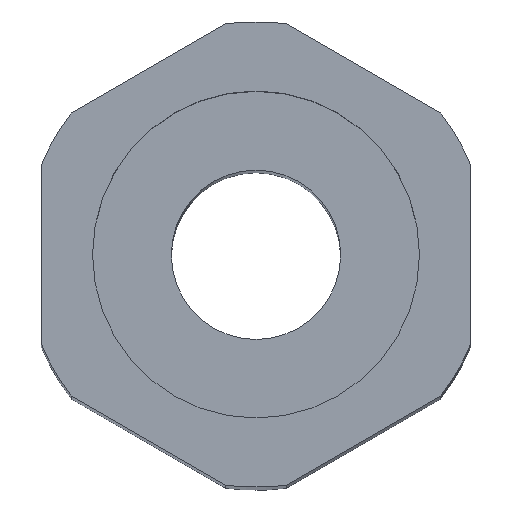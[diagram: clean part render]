
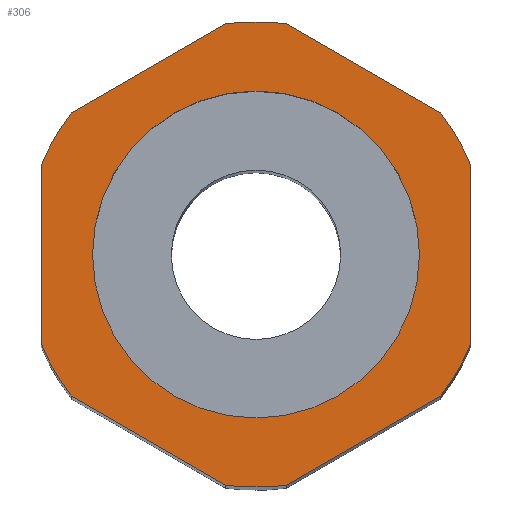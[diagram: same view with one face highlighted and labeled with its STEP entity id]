
A CAD part, top view. The second image highlights one B-rep face of the part: STEP entity #306.
In plain terms, the highlighted planar face has unit normal (0, 0, 1).
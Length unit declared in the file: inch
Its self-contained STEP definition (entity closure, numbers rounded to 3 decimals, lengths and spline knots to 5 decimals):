
#9 = EDGE_LOOP ( 'NONE', ( #349, #192, #536, #35, #249, #118, #538, #623, #525, #303, #459, #158 ) ) ;
#20 = DIRECTION ( 'NONE',  ( 1., 0., 0. ) ) ;
#24 = VECTOR ( 'NONE', #364, 39.37008 ) ;
#28 = CARTESIAN_POINT ( 'NONE',  ( 0., 0., 1. ) ) ;
#34 = CARTESIAN_POINT ( 'NONE',  ( -0.03509, 0.26819, 1. ) ) ;
#35 = ORIENTED_EDGE ( 'NONE', *, *, #59, .T. ) ;
#45 = CIRCLE ( 'NONE', #161, 0.27047 ) ;
#47 = VERTEX_POINT ( 'NONE', #646 ) ;
#51 = AXIS2_PLACEMENT_3D ( 'NONE', #232, #129, #86 ) ;
#54 = CIRCLE ( 'NONE', #159, 0.19 ) ;
#59 = EDGE_CURVE ( 'NONE', #180, #108, #488, .T. ) ;
#60 = LINE ( 'NONE', #377, #24 ) ;
#65 = AXIS2_PLACEMENT_3D ( 'NONE', #473, #320, #527 ) ;
#70 = VECTOR ( 'NONE', #183, 39.37008 ) ;
#86 = DIRECTION ( 'NONE',  ( 1., 0., 0. ) ) ;
#88 = VERTEX_POINT ( 'NONE', #290 ) ;
#90 = DIRECTION ( 'NONE',  ( 0., 0., 1. ) ) ;
#96 = EDGE_CURVE ( 'NONE', #88, #475, #658, .T. ) ;
#106 = EDGE_CURVE ( 'NONE', #108, #435, #588, .T. ) ;
#108 = VERTEX_POINT ( 'NONE', #34 ) ;
#109 = CARTESIAN_POINT ( 'NONE',  ( 0., 0., 1. ) ) ;
#111 = VERTEX_POINT ( 'NONE', #543 ) ;
#118 = ORIENTED_EDGE ( 'NONE', *, *, #264, .T. ) ;
#119 = DIRECTION ( 'NONE',  ( 0., 0., 1. ) ) ;
#125 = EDGE_CURVE ( 'NONE', #667, #180, #233, .T. ) ;
#126 = CARTESIAN_POINT ( 'NONE',  ( 0., 0.28845, 1. ) ) ;
#129 = DIRECTION ( 'NONE',  ( 0., 0., 1. ) ) ;
#135 = AXIS2_PLACEMENT_3D ( 'NONE', #444, #498, #592 ) ;
#157 = DIRECTION ( 'NONE',  ( 1., 0., 0. ) ) ;
#158 = ORIENTED_EDGE ( 'NONE', *, *, #240, .T. ) ;
#159 = AXIS2_PLACEMENT_3D ( 'NONE', #633, #568, #314 ) ;
#161 = AXIS2_PLACEMENT_3D ( 'NONE', #109, #119, #20 ) ;
#171 = VECTOR ( 'NONE', #318, 39.37008 ) ;
#173 = VERTEX_POINT ( 'NONE', #408 ) ;
#180 = VERTEX_POINT ( 'NONE', #307 ) ;
#182 = EDGE_CURVE ( 'NONE', #191, #88, #300, .T. ) ;
#183 = DIRECTION ( 'NONE',  ( -0.866, -0.5, 0. ) ) ;
#185 = CARTESIAN_POINT ( 'NONE',  ( 0.19, 0., 1. ) ) ;
#189 = CIRCLE ( 'NONE', #51, 0.27047 ) ;
#191 = VERTEX_POINT ( 'NONE', #609 ) ;
#192 = ORIENTED_EDGE ( 'NONE', *, *, #580, .T. ) ;
#195 = DIRECTION ( 'NONE',  ( 0.866, 0.5, 0. ) ) ;
#205 = DIRECTION ( 'NONE',  ( 0., 0., 1. ) ) ;
#214 = AXIS2_PLACEMENT_3D ( 'NONE', #515, #618, #157 ) ;
#218 = DIRECTION ( 'NONE',  ( 0., -1., 0. ) ) ;
#223 = CARTESIAN_POINT ( 'NONE',  ( -0.2498, 0.14422, 1. ) ) ;
#230 = CARTESIAN_POINT ( 'NONE',  ( 0., -0.28845, 1. ) ) ;
#232 = CARTESIAN_POINT ( 'NONE',  ( 0., 0., 1. ) ) ;
#233 = LINE ( 'NONE', #590, #430 ) ;
#240 = EDGE_CURVE ( 'NONE', #475, #381, #45, .T. ) ;
#249 = ORIENTED_EDGE ( 'NONE', *, *, #106, .T. ) ;
#256 = AXIS2_PLACEMENT_3D ( 'NONE', #28, #205, #298 ) ;
#264 = EDGE_CURVE ( 'NONE', #435, #561, #643, .T. ) ;
#267 = FACE_OUTER_BOUND ( 'NONE', #9, .T. ) ;
#272 = CARTESIAN_POINT ( 'NONE',  ( 0.2498, -0.1037, 1. ) ) ;
#287 = CARTESIAN_POINT ( 'NONE',  ( -0.2498, 0.1037, 1. ) ) ;
#290 = CARTESIAN_POINT ( 'NONE',  ( 0.03509, -0.26819, 1. ) ) ;
#298 = DIRECTION ( 'NONE',  ( 1., 0., 0. ) ) ;
#300 = CIRCLE ( 'NONE', #214, 0.27047 ) ;
#303 = ORIENTED_EDGE ( 'NONE', *, *, #182, .T. ) ;
#306 = ADVANCED_FACE ( 'NONE', ( #476, #267 ), #533, .T. ) ;
#307 = CARTESIAN_POINT ( 'NONE',  ( 0.03509, 0.26819, 1. ) ) ;
#314 = DIRECTION ( 'NONE',  ( 1., 0., 0. ) ) ;
#318 = DIRECTION ( 'NONE',  ( 0.866, -0.5, 0. ) ) ;
#320 = DIRECTION ( 'NONE',  ( 0., 0., 1. ) ) ;
#333 = CARTESIAN_POINT ( 'NONE',  ( 0., 0., 1. ) ) ;
#349 = ORIENTED_EDGE ( 'NONE', *, *, #477, .T. ) ;
#364 = DIRECTION ( 'NONE',  ( 0., 1., 0. ) ) ;
#372 = CIRCLE ( 'NONE', #135, 0.19 ) ;
#374 = LINE ( 'NONE', #428, #171 ) ;
#377 = CARTESIAN_POINT ( 'NONE',  ( 0.2498, -0.14422, 1. ) ) ;
#381 = VERTEX_POINT ( 'NONE', #272 ) ;
#389 = CARTESIAN_POINT ( 'NONE',  ( 0.21471, 0.16449, 1. ) ) ;
#396 = VECTOR ( 'NONE', #218, 39.37008 ) ;
#408 = CARTESIAN_POINT ( 'NONE',  ( -0.19, 0., 1. ) ) ;
#412 = CIRCLE ( 'NONE', #472, 0.27047 ) ;
#416 = AXIS2_PLACEMENT_3D ( 'NONE', #333, #90, #540 ) ;
#428 = CARTESIAN_POINT ( 'NONE',  ( -0.2498, -0.14422, 1. ) ) ;
#430 = VECTOR ( 'NONE', #495, 39.37008 ) ;
#431 = CARTESIAN_POINT ( 'NONE',  ( -0.21471, 0.16449, 1. ) ) ;
#432 = ORIENTED_EDGE ( 'NONE', *, *, #493, .F. ) ;
#435 = VERTEX_POINT ( 'NONE', #431 ) ;
#436 = DIRECTION ( 'NONE',  ( 1., 0., 0. ) ) ;
#444 = CARTESIAN_POINT ( 'NONE',  ( 0., 0., 1. ) ) ;
#459 = ORIENTED_EDGE ( 'NONE', *, *, #96, .T. ) ;
#472 = AXIS2_PLACEMENT_3D ( 'NONE', #600, #537, #436 ) ;
#473 = CARTESIAN_POINT ( 'NONE',  ( 0., 0., 1. ) ) ;
#475 = VERTEX_POINT ( 'NONE', #630 ) ;
#476 = FACE_BOUND ( 'NONE', #510, .T. ) ;
#477 = EDGE_CURVE ( 'NONE', #381, #111, #60, .T. ) ;
#481 = ORIENTED_EDGE ( 'NONE', *, *, #586, .F. ) ;
#485 = EDGE_CURVE ( 'NONE', #561, #47, #622, .T. ) ;
#488 = CIRCLE ( 'NONE', #416, 0.27047 ) ;
#493 = EDGE_CURVE ( 'NONE', #173, #626, #54, .T. ) ;
#495 = DIRECTION ( 'NONE',  ( -0.866, 0.5, 0. ) ) ;
#497 = EDGE_CURVE ( 'NONE', #499, #191, #374, .T. ) ;
#498 = DIRECTION ( 'NONE',  ( 0., 0., 1. ) ) ;
#499 = VERTEX_POINT ( 'NONE', #575 ) ;
#510 = EDGE_LOOP ( 'NONE', ( #481, #432 ) ) ;
#515 = CARTESIAN_POINT ( 'NONE',  ( 0., 0., 1. ) ) ;
#525 = ORIENTED_EDGE ( 'NONE', *, *, #497, .T. ) ;
#527 = DIRECTION ( 'NONE',  ( 1., 0., 0. ) ) ;
#533 = PLANE ( 'NONE',  #256 ) ;
#536 = ORIENTED_EDGE ( 'NONE', *, *, #125, .T. ) ;
#537 = DIRECTION ( 'NONE',  ( 0., 0., 1. ) ) ;
#538 = ORIENTED_EDGE ( 'NONE', *, *, #485, .T. ) ;
#540 = DIRECTION ( 'NONE',  ( 1., 0., 0. ) ) ;
#543 = CARTESIAN_POINT ( 'NONE',  ( 0.2498, 0.1037, 1. ) ) ;
#561 = VERTEX_POINT ( 'NONE', #287 ) ;
#568 = DIRECTION ( 'NONE',  ( 0., 0., 1. ) ) ;
#575 = CARTESIAN_POINT ( 'NONE',  ( -0.21471, -0.16449, 1. ) ) ;
#580 = EDGE_CURVE ( 'NONE', #111, #667, #189, .T. ) ;
#586 = EDGE_CURVE ( 'NONE', #626, #173, #372, .T. ) ;
#588 = LINE ( 'NONE', #126, #70 ) ;
#590 = CARTESIAN_POINT ( 'NONE',  ( 0.2498, 0.14422, 1. ) ) ;
#592 = DIRECTION ( 'NONE',  ( 1., 0., 0. ) ) ;
#594 = EDGE_CURVE ( 'NONE', #47, #499, #412, .T. ) ;
#600 = CARTESIAN_POINT ( 'NONE',  ( 0., 0., 1. ) ) ;
#609 = CARTESIAN_POINT ( 'NONE',  ( -0.03509, -0.26819, 1. ) ) ;
#618 = DIRECTION ( 'NONE',  ( 0., 0., 1. ) ) ;
#622 = LINE ( 'NONE', #223, #396 ) ;
#623 = ORIENTED_EDGE ( 'NONE', *, *, #594, .T. ) ;
#626 = VERTEX_POINT ( 'NONE', #185 ) ;
#630 = CARTESIAN_POINT ( 'NONE',  ( 0.21471, -0.16449, 1. ) ) ;
#633 = CARTESIAN_POINT ( 'NONE',  ( 0., 0., 1. ) ) ;
#643 = CIRCLE ( 'NONE', #65, 0.27047 ) ;
#646 = CARTESIAN_POINT ( 'NONE',  ( -0.2498, -0.1037, 1. ) ) ;
#658 = LINE ( 'NONE', #230, #668 ) ;
#667 = VERTEX_POINT ( 'NONE', #389 ) ;
#668 = VECTOR ( 'NONE', #195, 39.37008 ) ;
